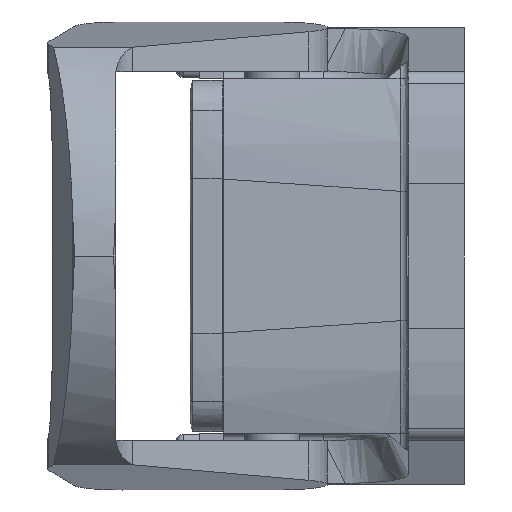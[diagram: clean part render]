
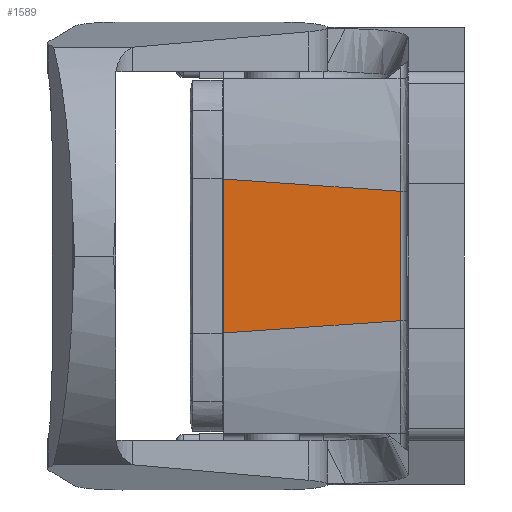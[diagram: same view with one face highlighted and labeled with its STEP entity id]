
A CAD part, left-side view. The second image highlights one B-rep face of the part: STEP entity #1589.
In plain terms, the highlighted planar face has unit normal (-1, 0, 0).
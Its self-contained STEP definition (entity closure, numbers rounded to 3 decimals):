
#1589=ADVANCED_FACE('',(#2615),#2026,.T.);
#2026=PLANE('',#13300);
#2615=FACE_OUTER_BOUND('',#3295,.T.);
#3295=EDGE_LOOP('',(#6752,#6753,#6754,#6755));
#6752=ORIENTED_EDGE('',*,*,#9578,.T.);
#6753=ORIENTED_EDGE('',*,*,#9492,.T.);
#6754=ORIENTED_EDGE('',*,*,#9579,.T.);
#6755=ORIENTED_EDGE('',*,*,#9547,.F.);
#7859=VERTEX_POINT('',#22362);
#7860=VERTEX_POINT('',#22364);
#7891=VERTEX_POINT('',#22714);
#7893=VERTEX_POINT('',#22734);
#9492=EDGE_CURVE('',#7860,#7859,#11040,.T.);
#9547=EDGE_CURVE('',#7893,#7891,#11067,.T.);
#9578=EDGE_CURVE('',#7893,#7860,#11093,.T.);
#9579=EDGE_CURVE('',#7859,#7891,#11094,.T.);
#11040=LINE('',#22363,#12340);
#11067=LINE('',#22735,#12367);
#11093=LINE('',#22837,#12393);
#11094=LINE('',#22839,#12394);
#12340=VECTOR('',#15971,1.);
#12367=VECTOR('',#16046,1.);
#12393=VECTOR('',#16104,1.);
#12394=VECTOR('',#16107,1.);
#13300=AXIS2_PLACEMENT_3D('',#22840,#16108,#16109);
#15971=DIRECTION('',(0.,-0.998,0.069));
#16046=DIRECTION('',(0.,-0.998,-0.069));
#16104=DIRECTION('',(0.,0.,-1.));
#16107=DIRECTION('',(0.,0.,1.));
#16108=DIRECTION('',(-1.,0.,0.));
#16109=DIRECTION('',(0.,0.,1.));
#22362=CARTESIAN_POINT('',(-47.,-13.8,-8.069));
#22363=CARTESIAN_POINT('',(-47.,8.2,-9.596));
#22364=CARTESIAN_POINT('',(-47.,8.2,-9.596));
#22714=CARTESIAN_POINT('',(-47.,-13.8,8.069));
#22734=CARTESIAN_POINT('',(-47.,8.2,9.596));
#22735=CARTESIAN_POINT('',(-47.,8.2,9.596));
#22837=CARTESIAN_POINT('',(-47.,8.2,9.596));
#22839=CARTESIAN_POINT('',(-47.,-13.8,-8.069));
#22840=CARTESIAN_POINT('',(-47.,-14.93,-9.83));
